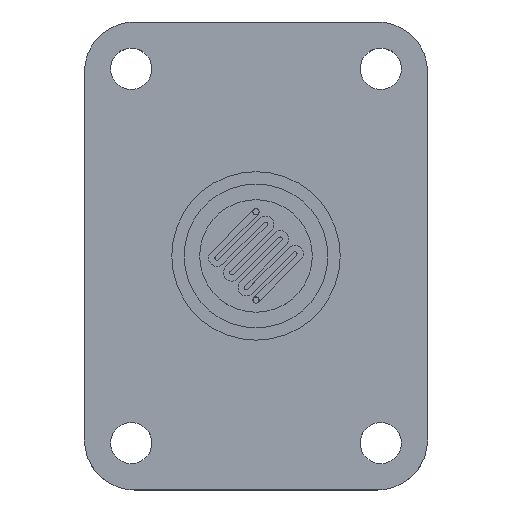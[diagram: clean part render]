
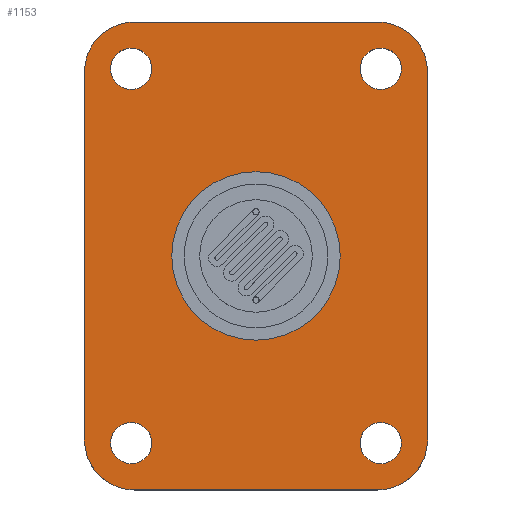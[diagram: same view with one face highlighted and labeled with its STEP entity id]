
A CAD part, top view. The second image highlights one B-rep face of the part: STEP entity #1153.
In plain terms, the highlighted planar face has unit normal (0, 0, 1).
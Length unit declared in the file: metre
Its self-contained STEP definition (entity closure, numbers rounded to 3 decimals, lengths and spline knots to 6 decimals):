
#16=PLANE('',#1253);
#65=LINE('',#1838,#141);
#71=LINE('',#1856,#147);
#75=LINE('',#1867,#151);
#77=LINE('',#1871,#153);
#141=VECTOR('',#1420,1.);
#147=VECTOR('',#1432,1.);
#151=VECTOR('',#1440,1.);
#153=VECTOR('',#1444,1.);
#251=ORIENTED_EDGE('',*,*,#567,.T.);
#252=ORIENTED_EDGE('',*,*,#568,.T.);
#253=ORIENTED_EDGE('',*,*,#569,.T.);
#254=ORIENTED_EDGE('',*,*,#570,.T.);
#255=ORIENTED_EDGE('',*,*,#571,.T.);
#256=ORIENTED_EDGE('',*,*,#561,.T.);
#257=ORIENTED_EDGE('',*,*,#572,.T.);
#258=ORIENTED_EDGE('',*,*,#563,.F.);
#259=ORIENTED_EDGE('',*,*,#573,.T.);
#260=ORIENTED_EDGE('',*,*,#548,.F.);
#261=ORIENTED_EDGE('',*,*,#574,.T.);
#262=ORIENTED_EDGE('',*,*,#556,.T.);
#263=ORIENTED_EDGE('',*,*,#575,.T.);
#548=EDGE_CURVE('',#704,#705,#65,.T.);
#556=EDGE_CURVE('',#713,#712,#71,.T.);
#561=EDGE_CURVE('',#718,#717,#75,.T.);
#563=EDGE_CURVE('',#719,#720,#77,.T.);
#567=EDGE_CURVE('',#723,#723,#811,.F.);
#568=EDGE_CURVE('',#724,#724,#812,.F.);
#569=EDGE_CURVE('',#725,#725,#813,.F.);
#570=EDGE_CURVE('',#726,#726,#814,.F.);
#571=EDGE_CURVE('',#727,#727,#815,.F.);
#572=EDGE_CURVE('',#717,#720,#816,.T.);
#573=EDGE_CURVE('',#719,#705,#817,.T.);
#574=EDGE_CURVE('',#704,#713,#818,.T.);
#575=EDGE_CURVE('',#712,#718,#819,.T.);
#704=VERTEX_POINT('',#1839);
#705=VERTEX_POINT('',#1840);
#712=VERTEX_POINT('',#1855);
#713=VERTEX_POINT('',#1857);
#717=VERTEX_POINT('',#1866);
#718=VERTEX_POINT('',#1868);
#719=VERTEX_POINT('',#1872);
#720=VERTEX_POINT('',#1873);
#723=VERTEX_POINT('',#1881);
#724=VERTEX_POINT('',#1883);
#725=VERTEX_POINT('',#1885);
#726=VERTEX_POINT('',#1887);
#727=VERTEX_POINT('',#1889);
#811=CIRCLE('',#1254,0.0033);
#812=CIRCLE('',#1255,0.0033);
#813=CIRCLE('',#1256,0.0033);
#814=CIRCLE('',#1257,0.0033);
#815=CIRCLE('',#1258,0.0135);
#816=CIRCLE('',#1259,0.008);
#817=CIRCLE('',#1260,0.008);
#818=CIRCLE('',#1261,0.008);
#819=CIRCLE('',#1262,0.008);
#889=EDGE_LOOP('',(#251));
#890=EDGE_LOOP('',(#252));
#891=EDGE_LOOP('',(#253));
#892=EDGE_LOOP('',(#254));
#893=EDGE_LOOP('',(#255));
#894=EDGE_LOOP('',(#256,#257,#258,#259,#260,#261,#262,#263));
#1007=FACE_BOUND('',#889,.T.);
#1008=FACE_BOUND('',#890,.T.);
#1009=FACE_BOUND('',#891,.T.);
#1010=FACE_BOUND('',#892,.T.);
#1011=FACE_BOUND('',#893,.T.);
#1012=FACE_BOUND('',#894,.T.);
#1153=ADVANCED_FACE('',(#1007,#1008,#1009,#1010,#1011,#1012),#16,.T.);
#1253=AXIS2_PLACEMENT_3D('',#1879,#1448,#1449);
#1254=AXIS2_PLACEMENT_3D('',#1880,#1450,#1451);
#1255=AXIS2_PLACEMENT_3D('',#1882,#1452,#1453);
#1256=AXIS2_PLACEMENT_3D('',#1884,#1454,#1455);
#1257=AXIS2_PLACEMENT_3D('',#1886,#1456,#1457);
#1258=AXIS2_PLACEMENT_3D('',#1888,#1458,#1459);
#1259=AXIS2_PLACEMENT_3D('',#1890,#1460,#1461);
#1260=AXIS2_PLACEMENT_3D('',#1891,#1462,#1463);
#1261=AXIS2_PLACEMENT_3D('',#1892,#1464,#1465);
#1262=AXIS2_PLACEMENT_3D('',#1893,#1466,#1467);
#1420=DIRECTION('',(1.,0.,0.));
#1432=DIRECTION('',(0.,-1.,0.));
#1440=DIRECTION('',(1.,0.,0.));
#1444=DIRECTION('',(0.,-1.,0.));
#1448=DIRECTION('',(0.,0.,1.));
#1449=DIRECTION('',(1.,0.,0.));
#1450=DIRECTION('',(0.,0.,1.));
#1451=DIRECTION('',(1.,0.,0.));
#1452=DIRECTION('',(0.,0.,1.));
#1453=DIRECTION('',(1.,0.,0.));
#1454=DIRECTION('',(0.,0.,1.));
#1455=DIRECTION('',(1.,0.,0.));
#1456=DIRECTION('',(0.,0.,1.));
#1457=DIRECTION('',(1.,0.,0.));
#1458=DIRECTION('',(0.,0.,1.));
#1459=DIRECTION('',(1.,0.,0.));
#1460=DIRECTION('',(0.,0.,1.));
#1461=DIRECTION('',(1.,0.,0.));
#1462=DIRECTION('',(0.,0.,1.));
#1463=DIRECTION('',(1.,0.,0.));
#1464=DIRECTION('',(0.,0.,1.));
#1465=DIRECTION('',(1.,0.,0.));
#1466=DIRECTION('',(0.,0.,1.));
#1467=DIRECTION('',(1.,0.,0.));
#1838=CARTESIAN_POINT('',(0.,0.0375,0.009525));
#1839=CARTESIAN_POINT('',(-0.0195,0.0375,0.009525));
#1840=CARTESIAN_POINT('',(0.0195,0.0375,0.009525));
#1855=CARTESIAN_POINT('',(-0.0275,-0.0295,0.009525));
#1856=CARTESIAN_POINT('',(-0.0275,0.,0.009525));
#1857=CARTESIAN_POINT('',(-0.0275,0.0295,0.009525));
#1866=CARTESIAN_POINT('',(0.0195,-0.0375,0.009525));
#1867=CARTESIAN_POINT('',(0.,-0.0375,0.009525));
#1868=CARTESIAN_POINT('',(-0.0195,-0.0375,0.009525));
#1871=CARTESIAN_POINT('',(0.0275,0.,0.009525));
#1872=CARTESIAN_POINT('',(0.0275,0.0295,0.009525));
#1873=CARTESIAN_POINT('',(0.0275,-0.0295,0.009525));
#1879=CARTESIAN_POINT('',(0.,0.,0.009525));
#1880=CARTESIAN_POINT('',(-0.02,-0.03,0.009525));
#1881=CARTESIAN_POINT('',(-0.0167,-0.03,0.009525));
#1882=CARTESIAN_POINT('',(0.02,-0.03,0.009525));
#1883=CARTESIAN_POINT('',(0.0233,-0.03,0.009525));
#1884=CARTESIAN_POINT('',(0.02,0.03,0.009525));
#1885=CARTESIAN_POINT('',(0.0233,0.03,0.009525));
#1886=CARTESIAN_POINT('',(-0.02,0.03,0.009525));
#1887=CARTESIAN_POINT('',(-0.0167,0.03,0.009525));
#1888=CARTESIAN_POINT('',(0.,0.,0.009525));
#1889=CARTESIAN_POINT('',(0.0135,0.,0.009525));
#1890=CARTESIAN_POINT('',(0.0195,-0.0295,0.009525));
#1891=CARTESIAN_POINT('',(0.0195,0.0295,0.009525));
#1892=CARTESIAN_POINT('',(-0.0195,0.0295,0.009525));
#1893=CARTESIAN_POINT('',(-0.0195,-0.0295,0.009525));
